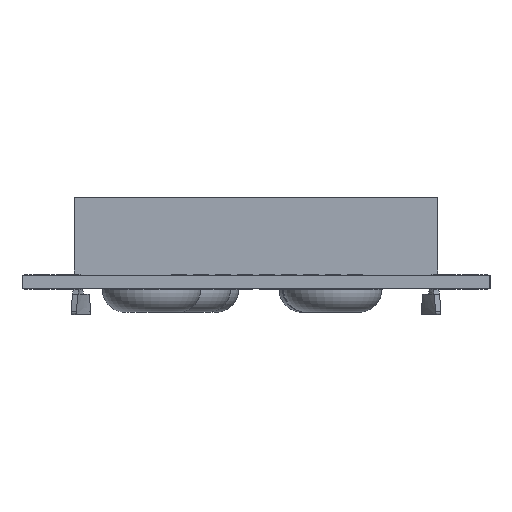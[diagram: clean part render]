
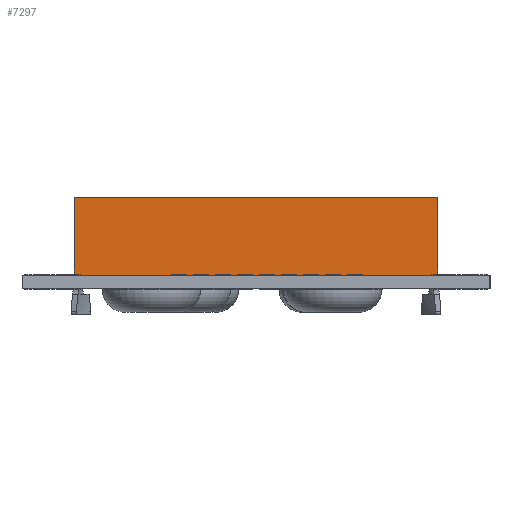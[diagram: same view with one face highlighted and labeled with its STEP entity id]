
A CAD part, left-side view. The second image highlights one B-rep face of the part: STEP entity #7297.
In plain terms, the highlighted planar face has unit normal (-1, 0, 0).
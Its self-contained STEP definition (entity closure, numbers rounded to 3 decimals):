
#1705=CARTESIAN_POINT('',(-83.15,20.95,1.6));
#1706=VERTEX_POINT('',#1705);
#1721=CARTESIAN_POINT('',(-83.15,-20.95,1.6));
#1722=VERTEX_POINT('',#1721);
#1729=CARTESIAN_POINT('',(-83.15,20.95,1.6));
#1730=DIRECTION('',(0.,-1.,0.));
#1731=VECTOR('',#1730,41.9);
#1732=LINE('',#1729,#1731);
#1733=EDGE_CURVE('',#1706,#1722,#1732,.T.);
#7254=CARTESIAN_POINT('',(-83.15,-20.95,10.6));
#7255=VERTEX_POINT('',#7254);
#7256=CARTESIAN_POINT('',(-83.15,-20.95,1.6));
#7257=DIRECTION('',(0.,0.,1.));
#7258=VECTOR('',#7257,9.);
#7259=LINE('',#7256,#7258);
#7260=EDGE_CURVE('',#1722,#7255,#7259,.T.);
#7274=CARTESIAN_POINT('',(-83.15,-20.95,10.6));
#7275=DIRECTION('',(1.,0.,0.));
#7276=DIRECTION('',(0.,0.,-1.));
#7277=AXIS2_PLACEMENT_3D('',#7274,#7275,#7276);
#7278=PLANE('',#7277);
#7279=CARTESIAN_POINT('',(-83.15,20.95,10.6));
#7280=VERTEX_POINT('',#7279);
#7281=CARTESIAN_POINT('',(-83.15,20.95,1.6));
#7282=DIRECTION('',(0.,0.,1.));
#7283=VECTOR('',#7282,9.);
#7284=LINE('',#7281,#7283);
#7285=EDGE_CURVE('',#1706,#7280,#7284,.T.);
#7286=ORIENTED_EDGE('',*,*,#7285,.F.);
#7287=ORIENTED_EDGE('',*,*,#1733,.T.);
#7288=ORIENTED_EDGE('',*,*,#7260,.T.);
#7289=CARTESIAN_POINT('',(-83.15,20.95,10.6));
#7290=DIRECTION('',(0.,-1.,0.));
#7291=VECTOR('',#7290,41.9);
#7292=LINE('',#7289,#7291);
#7293=EDGE_CURVE('',#7280,#7255,#7292,.T.);
#7294=ORIENTED_EDGE('',*,*,#7293,.F.);
#7295=EDGE_LOOP('',(#7286,#7287,#7288,#7294));
#7296=FACE_BOUND('',#7295,.T.);
#7297=ADVANCED_FACE(' DE     1475',(#7296),#7278,.F.);
